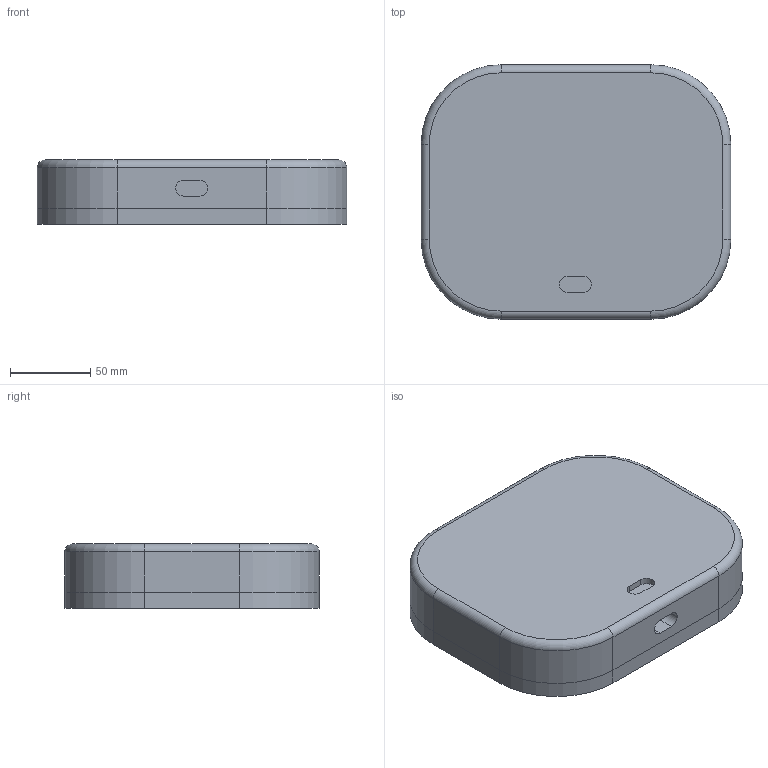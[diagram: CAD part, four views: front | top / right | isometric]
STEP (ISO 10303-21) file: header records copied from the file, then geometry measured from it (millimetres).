
FILE_DESCRIPTION(('TFLEX Exchange Step'),'2;1');
FILE_NAME('3D Сборка 1.stp', '2025-12-04T10:48:08+03:00',('student'),('Unknown organisation'),'TFLEX Exchange 2022.2','T-FLEX CAD','Unknown authorisation');
FILE_SCHEMA( ('AUTOMOTIVE_DESIGN { 1 0 10303 214 1 1 1 1 }') );
Length unit declared in the file: millimetre
Products named in the file (3): 3D фрагмент_2; 3D фрагмент_1; 3D Сборка 1
Assembly tree (2 placements, depth 2):
  3D Сборка 1
    3D фрагмент_2
    3D фрагмент_1
Bounding box: 193.58 x 158.96 x 40 mm (x, y, z)
Volume: 518393.4 mm3; surface area: 165703.2 mm2
Topology: 6 solids, 6 shells, 103 faces, 259 edges, 170 vertices
Faces by surface type: plane 67, cylinder 32, torus 4
Full cylindrical faces by diameter (mm): 3 x2
Entity records: 3160 total; most frequent: DIRECTION 539, CARTESIAN_POINT 535, ORIENTED_EDGE 518, EDGE_CURVE 259, VECTOR 191, LINE 191, AXIS2_PLACEMENT_3D 174, VERTEX_POINT 170
